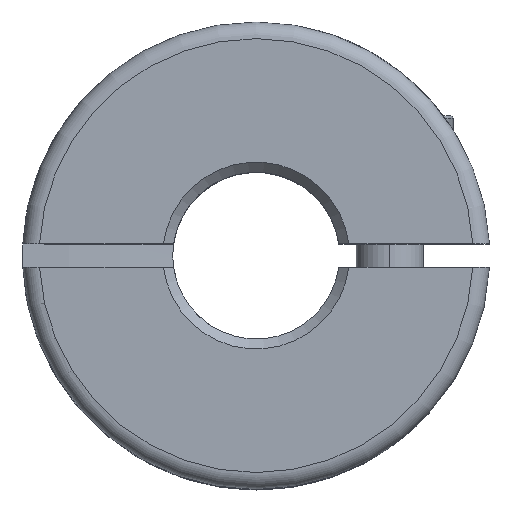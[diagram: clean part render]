
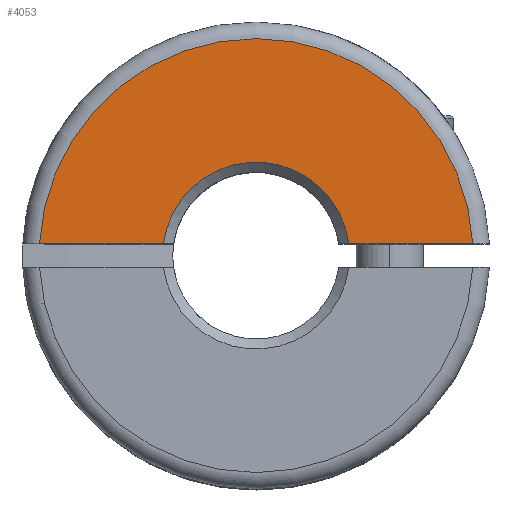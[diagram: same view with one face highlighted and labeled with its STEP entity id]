
A CAD part, top view. The second image highlights one B-rep face of the part: STEP entity #4053.
In plain terms, the highlighted planar face has unit normal (0, 0, 1).
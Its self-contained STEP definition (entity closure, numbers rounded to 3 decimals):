
#47 = PLANE ( 'NONE',  #2666 ) ;
#144 = DIRECTION ( 'NONE',  ( 0., 0., 1. ) ) ;
#322 = ORIENTED_EDGE ( 'NONE', *, *, #2251, .F. ) ;
#390 = DIRECTION ( 'NONE',  ( 0., 0., 1. ) ) ;
#487 = CIRCLE ( 'NONE', #1708, 2.8 ) ;
#500 = LINE ( 'NONE', #892, #2556 ) ;
#892 = CARTESIAN_POINT ( 'NONE',  ( 0., 0.35, 7. ) ) ;
#1019 = CIRCLE ( 'NONE', #1520, 6.5 ) ;
#1403 = ORIENTED_EDGE ( 'NONE', *, *, #2396, .F. ) ;
#1506 = CARTESIAN_POINT ( 'NONE',  ( 0., 0., 7. ) ) ;
#1520 = AXIS2_PLACEMENT_3D ( 'NONE', #2210, #144, #1754 ) ;
#1547 = CARTESIAN_POINT ( 'NONE',  ( -6.491, 0.35, 7. ) ) ;
#1619 = CARTESIAN_POINT ( 'NONE',  ( 2.778, 0.35, 7. ) ) ;
#1697 = DIRECTION ( 'NONE',  ( 0., 0., -1. ) ) ;
#1708 = AXIS2_PLACEMENT_3D ( 'NONE', #4310, #1697, #3723 ) ;
#1754 = DIRECTION ( 'NONE',  ( 1., 0., 0. ) ) ;
#1801 = EDGE_CURVE ( 'NONE', #2820, #2084, #487, .T. ) ;
#2084 = VERTEX_POINT ( 'NONE', #1619 ) ;
#2200 = DIRECTION ( 'NONE',  ( -1., 0., 0. ) ) ;
#2210 = CARTESIAN_POINT ( 'NONE',  ( 0., 0., 7. ) ) ;
#2251 = EDGE_CURVE ( 'NONE', #2652, #2084, #3169, .T. ) ;
#2396 = EDGE_CURVE ( 'NONE', #2820, #2407, #500, .T. ) ;
#2407 = VERTEX_POINT ( 'NONE', #1547 ) ;
#2419 = ORIENTED_EDGE ( 'NONE', *, *, #1801, .T. ) ;
#2514 = FACE_OUTER_BOUND ( 'NONE', #3921, .T. ) ;
#2556 = VECTOR ( 'NONE', #4293, 1000. ) ;
#2652 = VERTEX_POINT ( 'NONE', #4166 ) ;
#2666 = AXIS2_PLACEMENT_3D ( 'NONE', #1506, #390, #3532 ) ;
#2786 = CARTESIAN_POINT ( 'NONE',  ( 0., 0.35, 7. ) ) ;
#2820 = VERTEX_POINT ( 'NONE', #2974 ) ;
#2848 = ORIENTED_EDGE ( 'NONE', *, *, #4251, .T. ) ;
#2974 = CARTESIAN_POINT ( 'NONE',  ( -2.778, 0.35, 7. ) ) ;
#3169 = LINE ( 'NONE', #2786, #3927 ) ;
#3532 = DIRECTION ( 'NONE',  ( 1., 0., 0. ) ) ;
#3723 = DIRECTION ( 'NONE',  ( 1., 0., 0. ) ) ;
#3921 = EDGE_LOOP ( 'NONE', ( #322, #2848, #1403, #2419 ) ) ;
#3927 = VECTOR ( 'NONE', #2200, 1000. ) ;
#4053 = ADVANCED_FACE ( 'NONE', ( #2514 ), #47, .T. ) ;
#4166 = CARTESIAN_POINT ( 'NONE',  ( 6.491, 0.35, 7. ) ) ;
#4251 = EDGE_CURVE ( 'NONE', #2652, #2407, #1019, .T. ) ;
#4293 = DIRECTION ( 'NONE',  ( -1., 0., 0. ) ) ;
#4310 = CARTESIAN_POINT ( 'NONE',  ( 0., 0., 7. ) ) ;
